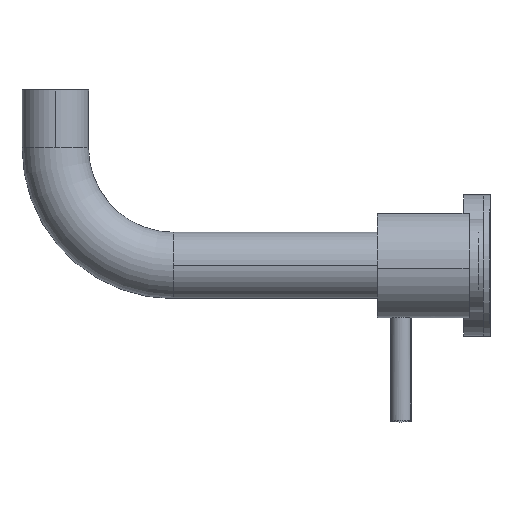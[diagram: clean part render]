
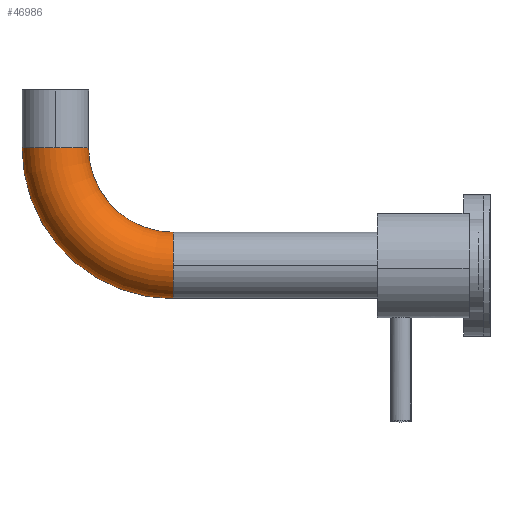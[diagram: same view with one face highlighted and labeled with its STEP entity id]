
A CAD part, left-side view. The second image highlights one B-rep face of the part: STEP entity #46986.
In plain terms, the highlighted toroidal (fillet/blend) face has major radius 45 mm and minor radius 12.7 mm.
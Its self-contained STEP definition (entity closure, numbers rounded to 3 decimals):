
#2559 = CARTESIAN_POINT ( 'NONE',  ( -100., 159.88, 45. ) ) ;
#3040 = AXIS2_PLACEMENT_3D ( 'NONE', #2559, #39511, #7899 ) ;
#3169 = DIRECTION ( 'NONE',  ( -1., 0., 0. ) ) ;
#4458 = AXIS2_PLACEMENT_3D ( 'NONE', #16121, #52963, #21496 ) ;
#5853 = EDGE_CURVE ( 'NONE', #42660, #60150, #27621, .T. ) ;
#7899 = DIRECTION ( 'NONE',  ( 0., 1., 0. ) ) ;
#7999 = ORIENTED_EDGE ( 'NONE', *, *, #47529, .F. ) ;
#8378 = CIRCLE ( 'NONE', #30631, 12.7 ) ;
#8735 = CARTESIAN_POINT ( 'NONE',  ( -100., 159.88, 0. ) ) ;
#9956 = CIRCLE ( 'NONE', #51831, 12.7 ) ;
#14088 = DIRECTION ( 'NONE',  ( -1., 0., 0. ) ) ;
#16121 = CARTESIAN_POINT ( 'NONE',  ( -100., 159.88, 45. ) ) ;
#16979 = CARTESIAN_POINT ( 'NONE',  ( -100., 159.88, 0. ) ) ;
#18452 = CIRCLE ( 'NONE', #67931, 12.7 ) ;
#20559 = DIRECTION ( 'NONE',  ( 0., 0., -1. ) ) ;
#21496 = DIRECTION ( 'NONE',  ( 0., 1., 0. ) ) ;
#21703 = CIRCLE ( 'NONE', #4458, 57.7 ) ;
#22343 = DIRECTION ( 'NONE',  ( -1., 0., 0. ) ) ;
#26867 = EDGE_CURVE ( 'NONE', #61027, #35064, #8378, .T. ) ;
#27210 = ORIENTED_EDGE ( 'NONE', *, *, #45078, .F. ) ;
#27621 = CIRCLE ( 'NONE', #3040, 32.3 ) ;
#30631 = AXIS2_PLACEMENT_3D ( 'NONE', #66402, #34854, #3169 ) ;
#30676 = CARTESIAN_POINT ( 'NONE',  ( -100., 159.88, 45. ) ) ;
#31128 = CARTESIAN_POINT ( 'NONE',  ( -100., 159.88, -12.7 ) ) ;
#31143 = CARTESIAN_POINT ( 'NONE',  ( -112.7, 159.88, 0. ) ) ;
#32147 = CARTESIAN_POINT ( 'NONE',  ( -100., 159.88, 12.7 ) ) ;
#34221 = ORIENTED_EDGE ( 'NONE', *, *, #5853, .T. ) ;
#34854 = DIRECTION ( 'NONE',  ( 0., 0., -1. ) ) ;
#35064 = VERTEX_POINT ( 'NONE', #35726 ) ;
#35401 = ORIENTED_EDGE ( 'NONE', *, *, #55989, .T. ) ;
#35726 = CARTESIAN_POINT ( 'NONE',  ( -100., 217.58, 45. ) ) ;
#36198 = DIRECTION ( 'NONE',  ( 0., -1., 0. ) ) ;
#36640 = TOROIDAL_SURFACE ( 'NONE', #62735, 45., 12.7 ) ;
#38557 = ORIENTED_EDGE ( 'NONE', *, *, #53528, .F. ) ;
#39511 = DIRECTION ( 'NONE',  ( 1., 0., 0. ) ) ;
#41595 = CARTESIAN_POINT ( 'NONE',  ( -112.7, 204.88, 45. ) ) ;
#42645 = CARTESIAN_POINT ( 'NONE',  ( -100., 192.18, 45. ) ) ;
#42660 = VERTEX_POINT ( 'NONE', #32147 ) ;
#43724 = CIRCLE ( 'NONE', #59972, 12.7 ) ;
#45078 = EDGE_CURVE ( 'NONE', #50301, #62124, #18452, .T. ) ;
#45561 = DIRECTION ( 'NONE',  ( 0., -1., 0. ) ) ;
#46986 = ADVANCED_FACE ( 'NONE', ( #55549 ), #36640, .T. ) ;
#47529 = EDGE_CURVE ( 'NONE', #62124, #35064, #21703, .T. ) ;
#50301 = VERTEX_POINT ( 'NONE', #31143 ) ;
#51831 = AXIS2_PLACEMENT_3D ( 'NONE', #16979, #53828, #22343 ) ;
#52044 = CARTESIAN_POINT ( 'NONE',  ( -100., 204.88, 45. ) ) ;
#52963 = DIRECTION ( 'NONE',  ( 1., 0., 0. ) ) ;
#53528 = EDGE_CURVE ( 'NONE', #42660, #50301, #9956, .T. ) ;
#53828 = DIRECTION ( 'NONE',  ( 0., -1., 0. ) ) ;
#55549 = FACE_OUTER_BOUND ( 'NONE', #63912, .T. ) ;
#55989 = EDGE_CURVE ( 'NONE', #60150, #61027, #43724, .T. ) ;
#57287 = DIRECTION ( 'NONE',  ( -1., 0., 0. ) ) ;
#59972 = AXIS2_PLACEMENT_3D ( 'NONE', #52044, #20559, #57287 ) ;
#60150 = VERTEX_POINT ( 'NONE', #42645 ) ;
#61027 = VERTEX_POINT ( 'NONE', #41595 ) ;
#62124 = VERTEX_POINT ( 'NONE', #31128 ) ;
#62735 = AXIS2_PLACEMENT_3D ( 'NONE', #30676, #67768, #36198 ) ;
#63100 = ORIENTED_EDGE ( 'NONE', *, *, #26867, .T. ) ;
#63912 = EDGE_LOOP ( 'NONE', ( #7999, #27210, #38557, #34221, #35401, #63100 ) ) ;
#66402 = CARTESIAN_POINT ( 'NONE',  ( -100., 204.88, 45. ) ) ;
#67768 = DIRECTION ( 'NONE',  ( 1., 0., 0. ) ) ;
#67931 = AXIS2_PLACEMENT_3D ( 'NONE', #8735, #45561, #14088 ) ;
